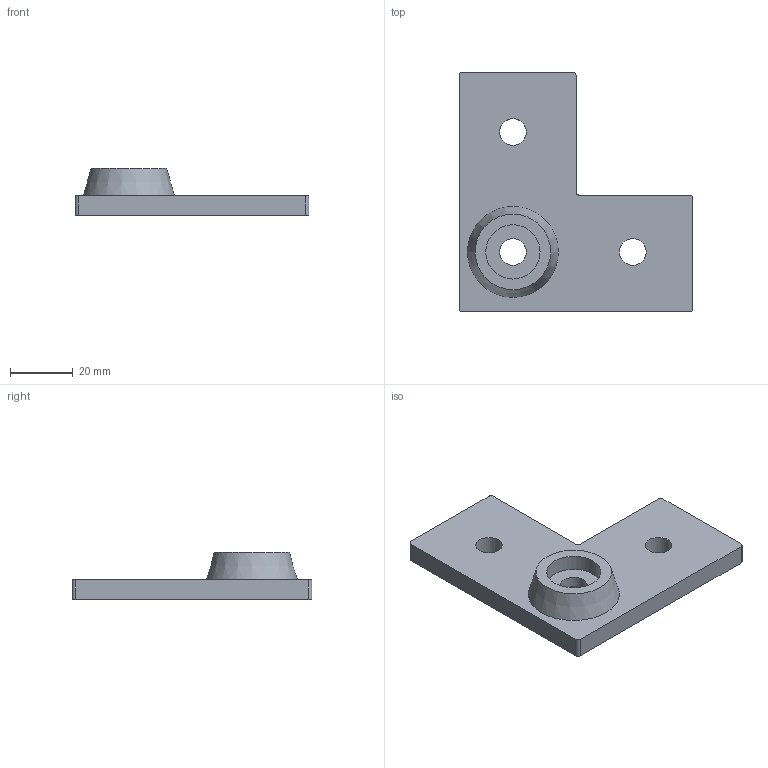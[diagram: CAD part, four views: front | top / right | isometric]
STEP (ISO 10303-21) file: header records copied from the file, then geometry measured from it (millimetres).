
FILE_DESCRIPTION(('FreeCAD Model'),'2;1');
FILE_NAME('corner-plate_foot-mount.step','2019-06-26T07:45:18',('Author'),(''), 'Open CASCADE STEP processor 7.3','FreeCAD','Unknown');
FILE_SCHEMA(('AUTOMOTIVE_DESIGN { 1 0 10303 214 1 1 1 1 }'));
Length unit declared in the file: millimetre
Products named in the file (1): corner-plate_foot-mount
Bounding box: 74.2 x 76.2 x 15 mm (x, y, z)
Volume: 28978.8 mm3; surface area: 11381.7 mm2
Topology: 1 solids, 1 shells, 24 faces, 57 edges, 38 vertices
Faces by surface type: cylinder 12, plane 11, cone 1
Full cylindrical faces by diameter (mm): 8.5 x3, 17.25 x1
Entity records: 1700 total; most frequent: CARTESIAN_POINT 354, DIRECTION 227, LINE 120, VECTOR 120, ORIENTED_EDGE 114, PCURVE 114, DEFINITIONAL_REPRESENTATION 114, EDGE_CURVE 57
